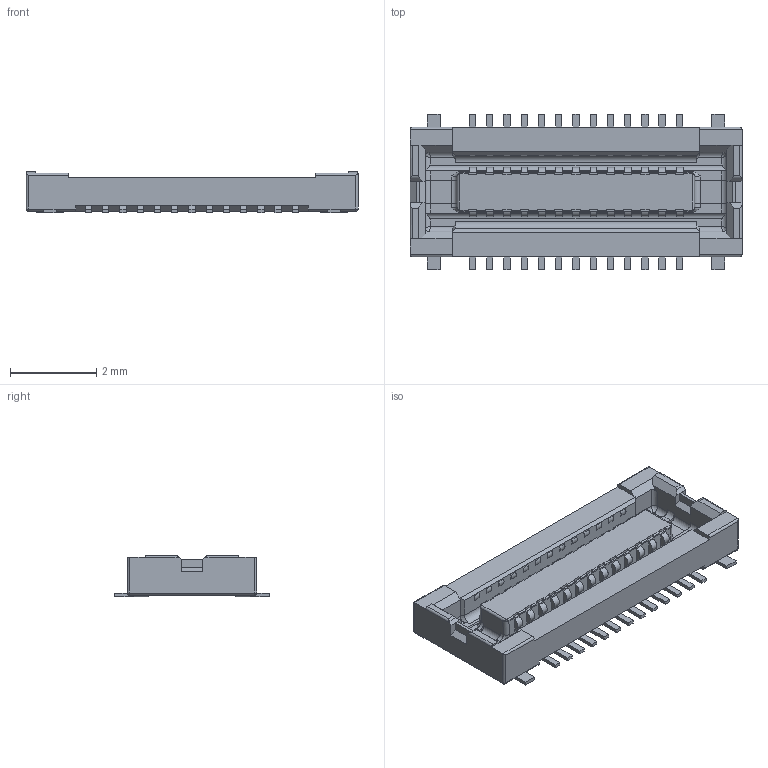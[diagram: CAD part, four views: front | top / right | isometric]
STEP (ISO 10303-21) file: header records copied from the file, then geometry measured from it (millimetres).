
FILE_DESCRIPTION (( 'STEP AP214' ), '1' );
FILE_NAME ('axt526124.stp', '2007-09-19T02:08:44', ( '' ), ( 'PanasonicCorporation' ), '', '', '' );
FILE_SCHEMA (( 'AUTOMOTIVE_DESIGN' ));
Length unit declared in the file: millimetre
Products named in the file (1): axt526124
Bounding box: 7.7 x 3.6 x 0.97 mm (x, y, z)
Volume: 13.5 mm3; surface area: 91.4 mm2
Topology: 1 solids, 1 shells, 754 faces, 1906 edges, 1224 vertices
Faces by surface type: plane 528, cylinder 210, bspline 8, sphere 4, cone 4
Entity records: 22625 total; most frequent: CARTESIAN_POINT 4381, ORIENTED_EDGE 3796, DIRECTION 3696, EDGE_CURVE 1898, LINE 1458, VECTOR 1458, VERTEX_POINT 1224, AXIS2_PLACEMENT_3D 1119
